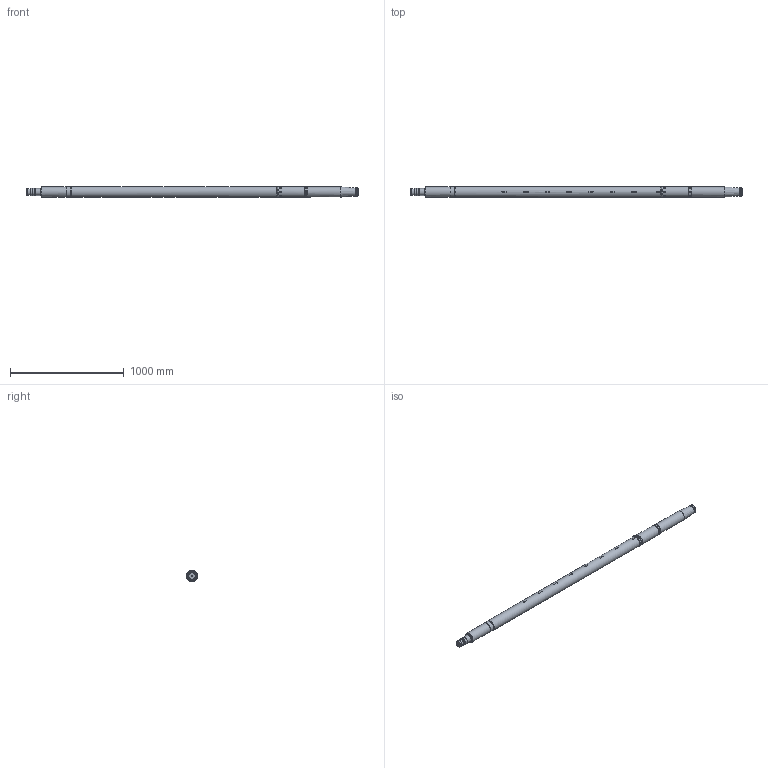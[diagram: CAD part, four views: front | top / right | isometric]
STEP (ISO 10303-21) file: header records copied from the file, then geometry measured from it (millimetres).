
FILE_DESCRIPTION(('STEP AP242'), '1');
FILE_NAME('7. Âàë', '', ('UNSPECIFIED'), ('UNSPECIFIED'), 'C3D Converter', 'C3D Toolkit', '');
FILE_SCHEMA(('AP242_MANAGED_MODEL_BASED_3D_ENGINEERING_MIM_LF { 1 0 10303 442 1 1 4 }'));
Length unit declared in the file: millimetre
Bounding box: 2918 x 105 x 105 mm (x, y, z)
Volume: 19403749.5 mm3; surface area: 864347.1 mm2
Topology: 3 solids, 3 shells, 247 faces, 577 edges, 349 vertices
Faces by surface type: cylinder 104, plane 73, torus 38, cone 32
Full cylindrical faces by diameter (mm): 6.3 x1, 7.56 x1, 58 x1, 59 x1, 59.994 x1, 62 x1, 64 x4, 69 x1, 72 x1, 90 x2, 94 x2, 94.98 x2, 95 x1, 105 x1
Entity records: 14239 total; most frequent: CARTESIAN_POINT 6815, DIRECTION 1152, ORIENTED_EDGE 1038, EDGE_CURVE 519, AXIS2_PLACEMENT_3D 469, VERTEX_POINT 347, EDGE_LOOP 316, COLOUR_RGB 250
